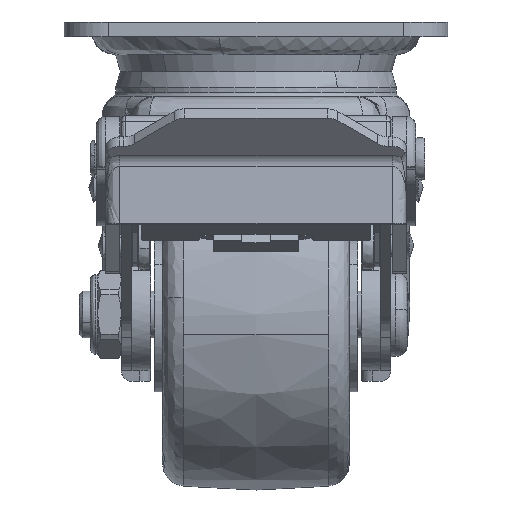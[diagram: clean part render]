
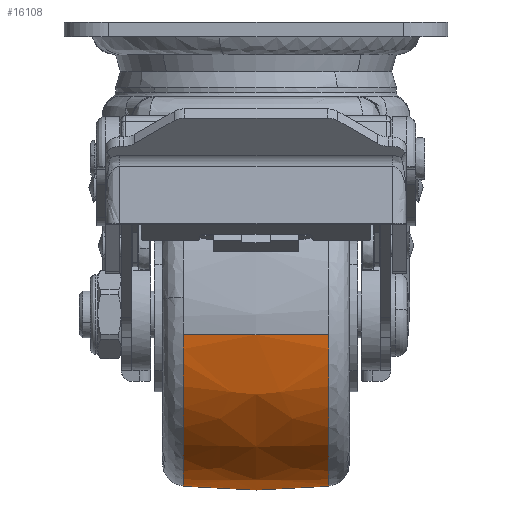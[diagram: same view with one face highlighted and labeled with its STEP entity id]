
A CAD part, left-side view. The second image highlights one B-rep face of the part: STEP entity #16108.
In plain terms, the highlighted free-form (B-spline) face has degree [2, 2] with [3, 3] control points.
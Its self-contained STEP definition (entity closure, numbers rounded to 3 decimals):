
#15659=CARTESIAN_POINT('',(-36.45,-15.517,-66.737));
#15660=VERTEX_POINT('',#15659);
#15679=CARTESIAN_POINT('',(0.0,-15.517,-99.195));
#15680=VERTEX_POINT('',#15679);
#15681=CARTESIAN_POINT('',(0.0,-15.517,-99.195));
#15682=CARTESIAN_POINT('',(-2.572,-15.517,-99.196));
#15683=CARTESIAN_POINT('',(-6.952,-15.517,-98.733));
#15684=CARTESIAN_POINT('',(-13.443,-15.517,-96.837));
#15685=CARTESIAN_POINT('',(-19.028,-15.517,-94.106));
#15686=CARTESIAN_POINT('',(-23.862,-15.517,-90.554));
#15687=CARTESIAN_POINT('',(-27.275,-15.517,-87.167));
#15688=CARTESIAN_POINT('',(-29.93,-15.517,-83.854));
#15689=CARTESIAN_POINT('',(-32.589,-15.517,-79.685));
#15690=CARTESIAN_POINT('',(-35.117,-15.517,-73.931));
#15691=CARTESIAN_POINT('',(-36.161,-15.517,-69.223));
#15692=CARTESIAN_POINT('',(-36.45,-15.517,-66.737));
#15693=B_SPLINE_CURVE_WITH_KNOTS('',3,(#15681,#15682,#15683,#15684,#15685,#15686,#15687,#15688,#15689,#15690,#15691,#15692),.UNSPECIFIED.,.F.,.U.,(4,1,1,1,1,1,1,1,1,4),(0.,7.717,13.14,20.231,26.28,31.077,34.623,39.003,45.886,53.394),.UNSPECIFIED.);
#15694=EDGE_CURVE('',#15680,#15660,#15693,.T.);
#15803=CARTESIAN_POINT('',(0.0,15.517,-99.195));
#15804=VERTEX_POINT('',#15803);
#15820=CARTESIAN_POINT('',(-36.45,15.517,-66.737));
#15821=VERTEX_POINT('',#15820);
#15822=CARTESIAN_POINT('',(0.0,15.517,-99.195));
#15823=CARTESIAN_POINT('',(-2.642,15.517,-99.196));
#15824=CARTESIAN_POINT('',(-6.535,15.517,-98.773));
#15825=CARTESIAN_POINT('',(-12.175,15.517,-97.229));
#15826=CARTESIAN_POINT('',(-16.355,15.517,-95.473));
#15827=CARTESIAN_POINT('',(-20.916,15.517,-92.791));
#15828=CARTESIAN_POINT('',(-24.696,15.517,-89.81));
#15829=CARTESIAN_POINT('',(-28.441,15.517,-85.876));
#15830=CARTESIAN_POINT('',(-31.813,15.517,-81.17));
#15831=CARTESIAN_POINT('',(-34.912,15.517,-74.677));
#15832=CARTESIAN_POINT('',(-36.121,15.517,-69.568));
#15833=CARTESIAN_POINT('',(-36.45,15.517,-66.737));
#15834=B_SPLINE_CURVE_WITH_KNOTS('',3,(#15822,#15823,#15824,#15825,#15826,#15827,#15828,#15829,#15830,#15831,#15832,#15833),.UNSPECIFIED.,.F.,.U.,(4,1,1,1,1,1,1,1,1,4),(0.,7.926,11.68,17.52,21.483,27.531,31.911,37.751,44.843,53.394),.UNSPECIFIED.);
#15835=EDGE_CURVE('',#15804,#15821,#15834,.T.);
#16062=CARTESIAN_POINT('',(0.0,15.517,-99.195));
#16063=CARTESIAN_POINT('',(0.0,9.558,-99.815));
#16064=CARTESIAN_POINT('',(0.0,-0.814,-100.269));
#16065=CARTESIAN_POINT('',(0.0,-11.169,-99.648));
#16066=CARTESIAN_POINT('',(0.0,-15.517,-99.195));
#16067=B_SPLINE_CURVE_WITH_KNOTS('',3,(#16062,#16063,#16064,#16065,#16066),.UNSPECIFIED.,.F.,.U.,(4,1,4),(0.,17.974,31.09),.UNSPECIFIED.);
#16068=EDGE_CURVE('',#15804,#15680,#16067,.T.);
#16074=CARTESIAN_POINT('',(-36.45,15.517,-66.737));
#16075=CARTESIAN_POINT('',(-36.899,11.169,-66.789));
#16076=CARTESIAN_POINT('',(-37.516,0.814,-66.861));
#16077=CARTESIAN_POINT('',(-37.066,-9.558,-66.809));
#16078=CARTESIAN_POINT('',(-36.45,-15.517,-66.737));
#16079=B_SPLINE_CURVE_WITH_KNOTS('',3,(#16074,#16075,#16076,#16077,#16078),.UNSPECIFIED.,.F.,.U.,(4,1,4),(0.,13.116,31.09),.UNSPECIFIED.);
#16080=EDGE_CURVE('',#15821,#15660,#16079,.T.);
#16085=CARTESIAN_POINT('',(0.0,17.058,-99.027));
#16086=CARTESIAN_POINT('',(0.0,0.,-100.979));
#16087=CARTESIAN_POINT('',(0.0,-17.058,-99.027));
#16088=CARTESIAN_POINT('',(-32.527,17.058,-99.027));
#16089=CARTESIAN_POINT('',(-34.266,0.,-100.979));
#16090=CARTESIAN_POINT('',(-32.527,-17.058,-99.027));
#16091=CARTESIAN_POINT('',(-36.283,17.058,-66.718));
#16092=CARTESIAN_POINT('',(-38.222,0.,-66.943));
#16093=CARTESIAN_POINT('',(-36.283,-17.058,-66.718));
#16101=(BOUNDED_SURFACE()B_SPLINE_SURFACE(2,2,((#16085,#16088,#16091),(#16086,#16089,#16092),(#16087,#16090,#16093)),.UNSPECIFIED.,.F.,.F.,.U.)B_SPLINE_SURFACE_WITH_KNOTS((3,3),(3,3),(0.0,34.227),(0.0,57.099),.UNSPECIFIED.)GEOMETRIC_REPRESENTATION_ITEM()RATIONAL_B_SPLINE_SURFACE(((0.878,0.641,0.84),(0.872,0.637,0.835),(0.878,0.641,0.84)))REPRESENTATION_ITEM('')SURFACE());
#16102=ORIENTED_EDGE('',*,*,#15694,.T.);
#16103=ORIENTED_EDGE('',*,*,#16080,.F.);
#16104=ORIENTED_EDGE('',*,*,#15835,.F.);
#16105=ORIENTED_EDGE('',*,*,#16068,.T.);
#16106=EDGE_LOOP('',(#16102,#16103,#16104,#16105));
#16107=FACE_OUTER_BOUND('',#16106,.T.);
#16108=ADVANCED_FACE('',(#16107),#16101,.T.);
